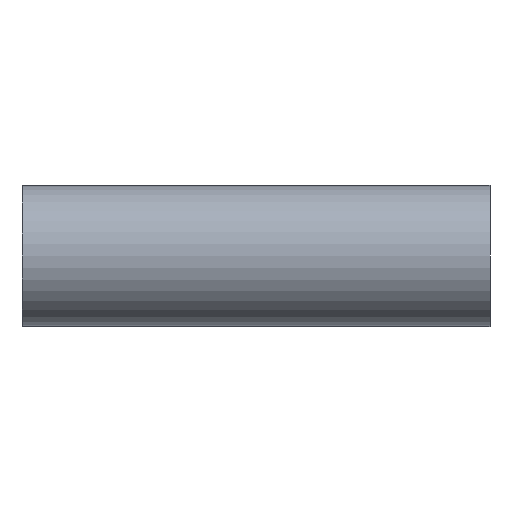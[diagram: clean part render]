
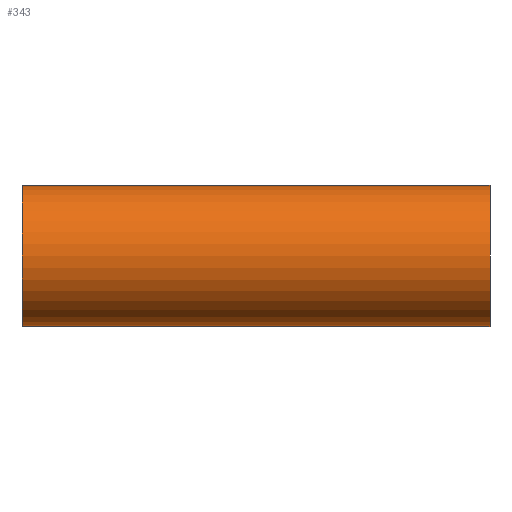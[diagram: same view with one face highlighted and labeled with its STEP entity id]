
A CAD part, left-side view. The second image highlights one B-rep face of the part: STEP entity #343.
In plain terms, the highlighted cylindrical face has radius 80 mm (diameter 160 mm), a partial arc.
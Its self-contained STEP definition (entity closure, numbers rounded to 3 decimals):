
#22 = CARTESIAN_POINT ( 'NONE',  ( 0., 0., 80. ) ) ;
#23 = LINE ( 'NONE', #70, #407 ) ;
#36 = CYLINDRICAL_SURFACE ( 'NONE', #238, 80. ) ;
#46 = EDGE_CURVE ( 'NONE', #456, #105, #400, .T. ) ;
#49 = EDGE_CURVE ( 'NONE', #241, #456, #23, .T. ) ;
#51 = AXIS2_PLACEMENT_3D ( 'NONE', #468, #428, #331 ) ;
#54 = VERTEX_POINT ( 'NONE', #217 ) ;
#60 = CIRCLE ( 'NONE', #192, 80. ) ;
#70 = CARTESIAN_POINT ( 'NONE',  ( 0., 531., -80. ) ) ;
#94 = EDGE_CURVE ( 'NONE', #241, #303, #458, .T. ) ;
#105 = VERTEX_POINT ( 'NONE', #184 ) ;
#111 = DIRECTION ( 'NONE',  ( 0., 1., 0. ) ) ;
#117 = DIRECTION ( 'NONE',  ( 0., 0., -1. ) ) ;
#133 = ORIENTED_EDGE ( 'NONE', *, *, #186, .T. ) ;
#141 = CARTESIAN_POINT ( 'NONE',  ( 0., 531., 80. ) ) ;
#148 = LINE ( 'NONE', #155, #443 ) ;
#155 = CARTESIAN_POINT ( 'NONE',  ( 0., 531., 80. ) ) ;
#184 = CARTESIAN_POINT ( 'NONE',  ( 0., 0., -80. ) ) ;
#186 = EDGE_CURVE ( 'NONE', #105, #270, #60, .T. ) ;
#190 = EDGE_CURVE ( 'NONE', #303, #54, #366, .T. ) ;
#192 = AXIS2_PLACEMENT_3D ( 'NONE', #434, #111, #402 ) ;
#217 = CARTESIAN_POINT ( 'NONE',  ( 0., 175., 80. ) ) ;
#218 = DIRECTION ( 'NONE',  ( 0., -1., 0. ) ) ;
#228 = CARTESIAN_POINT ( 'NONE',  ( 0., 175., -80. ) ) ;
#232 = ORIENTED_EDGE ( 'NONE', *, *, #349, .F. ) ;
#238 = AXIS2_PLACEMENT_3D ( 'NONE', #365, #218, #117 ) ;
#241 = VERTEX_POINT ( 'NONE', #244 ) ;
#244 = CARTESIAN_POINT ( 'NONE',  ( 0., 531., -80. ) ) ;
#245 = DIRECTION ( 'NONE',  ( 0., -1., 0. ) ) ;
#268 = VECTOR ( 'NONE', #464, 1000. ) ;
#270 = VERTEX_POINT ( 'NONE', #22 ) ;
#282 = EDGE_LOOP ( 'NONE', ( #354, #386, #387, #285, #133, #232 ) ) ;
#285 = ORIENTED_EDGE ( 'NONE', *, *, #46, .T. ) ;
#303 = VERTEX_POINT ( 'NONE', #141 ) ;
#322 = CARTESIAN_POINT ( 'NONE',  ( 0., 531., -80. ) ) ;
#331 = DIRECTION ( 'NONE',  ( 0., 0., 1. ) ) ;
#343 = ADVANCED_FACE ( 'NONE', ( #474 ), #36, .T. ) ;
#349 = EDGE_CURVE ( 'NONE', #54, #270, #148, .T. ) ;
#354 = ORIENTED_EDGE ( 'NONE', *, *, #190, .F. ) ;
#365 = CARTESIAN_POINT ( 'NONE',  ( 0., 531., 0. ) ) ;
#366 = LINE ( 'NONE', #404, #268 ) ;
#373 = DIRECTION ( 'NONE',  ( 0., -1., 0. ) ) ;
#376 = VECTOR ( 'NONE', #423, 1000. ) ;
#386 = ORIENTED_EDGE ( 'NONE', *, *, #94, .F. ) ;
#387 = ORIENTED_EDGE ( 'NONE', *, *, #49, .T. ) ;
#400 = LINE ( 'NONE', #322, #376 ) ;
#402 = DIRECTION ( 'NONE',  ( 0., 0., 1. ) ) ;
#404 = CARTESIAN_POINT ( 'NONE',  ( 0., 531., 80. ) ) ;
#407 = VECTOR ( 'NONE', #245, 1000. ) ;
#423 = DIRECTION ( 'NONE',  ( 0., -1., 0. ) ) ;
#428 = DIRECTION ( 'NONE',  ( 0., 1., 0. ) ) ;
#434 = CARTESIAN_POINT ( 'NONE',  ( 0., 0., 0. ) ) ;
#443 = VECTOR ( 'NONE', #373, 1000. ) ;
#456 = VERTEX_POINT ( 'NONE', #228 ) ;
#458 = CIRCLE ( 'NONE', #51, 80. ) ;
#464 = DIRECTION ( 'NONE',  ( 0., -1., 0. ) ) ;
#468 = CARTESIAN_POINT ( 'NONE',  ( 0., 531., 0. ) ) ;
#474 = FACE_OUTER_BOUND ( 'NONE', #282, .T. ) ;
